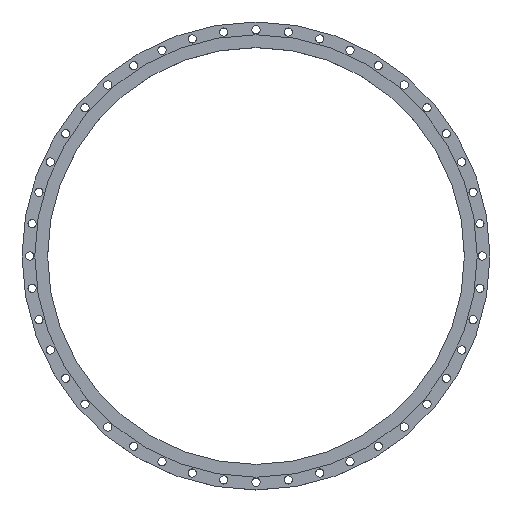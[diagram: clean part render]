
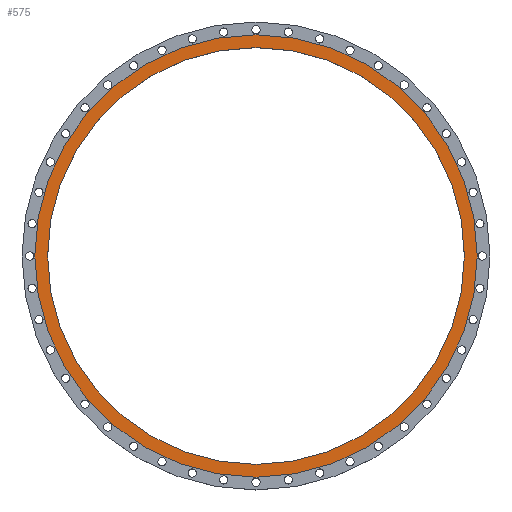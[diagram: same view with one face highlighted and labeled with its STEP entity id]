
A CAD part, top view. The second image highlights one B-rep face of the part: STEP entity #575.
In plain terms, the highlighted planar face has unit normal (0, 0, 1).
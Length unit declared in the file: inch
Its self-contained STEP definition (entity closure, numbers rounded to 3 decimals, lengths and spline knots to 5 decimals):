
#14 = CARTESIAN_POINT ( 'NONE',  ( 28.5, 0., 0. ) ) ;
#104 = VERTEX_POINT ( 'NONE', #2885 ) ;
#163 = EDGE_CURVE ( 'NONE', #1234, #104, #1825, .T. ) ;
#211 = DIRECTION ( 'NONE',  ( 0., 0., 1. ) ) ;
#351 = DIRECTION ( 'NONE',  ( 1., 0., 0. ) ) ;
#401 = CARTESIAN_POINT ( 'NONE',  ( 0., 0., 0. ) ) ;
#550 = ORIENTED_EDGE ( 'NONE', *, *, #163, .T. ) ;
#575 = ADVANCED_FACE ( 'NONE', ( #3430, #3144 ), #2865, .F. ) ;
#600 = EDGE_CURVE ( 'NONE', #3229, #2743, #789, .T. ) ;
#789 = CIRCLE ( 'NONE', #3155, 28.5 ) ;
#805 = CARTESIAN_POINT ( 'NONE',  ( 0., 0., 0. ) ) ;
#844 = DIRECTION ( 'NONE',  ( 0., 0., -1. ) ) ;
#1017 = EDGE_CURVE ( 'NONE', #2743, #3229, #1586, .T. ) ;
#1029 = AXIS2_PLACEMENT_3D ( 'NONE', #805, #211, #2575 ) ;
#1041 = DIRECTION ( 'NONE',  ( 1., 0., 0. ) ) ;
#1093 = ORIENTED_EDGE ( 'NONE', *, *, #2551, .T. ) ;
#1184 = DIRECTION ( 'NONE',  ( 0., 0., 1. ) ) ;
#1234 = VERTEX_POINT ( 'NONE', #3305 ) ;
#1414 = CARTESIAN_POINT ( 'NONE',  ( 0., 28.5, 0. ) ) ;
#1422 = CARTESIAN_POINT ( 'NONE',  ( -28.5, 0., 0. ) ) ;
#1449 = ORIENTED_EDGE ( 'NONE', *, *, #600, .F. ) ;
#1453 = AXIS2_PLACEMENT_3D ( 'NONE', #2697, #2960, #351 ) ;
#1586 = CIRCLE ( 'NONE', #1029, 28.5 ) ;
#1634 = DIRECTION ( 'NONE',  ( 0., 0., 1. ) ) ;
#1825 = CIRCLE ( 'NONE', #1453, 30.25 ) ;
#1954 = AXIS2_PLACEMENT_3D ( 'NONE', #401, #1634, #1041 ) ;
#2010 = DIRECTION ( 'NONE',  ( -1., 0., 0. ) ) ;
#2356 = EDGE_LOOP ( 'NONE', ( #1093, #550 ) ) ;
#2441 = CIRCLE ( 'NONE', #1954, 30.25 ) ;
#2551 = EDGE_CURVE ( 'NONE', #104, #1234, #2441, .T. ) ;
#2575 = DIRECTION ( 'NONE',  ( 1., 0., 0. ) ) ;
#2697 = CARTESIAN_POINT ( 'NONE',  ( 0., 0., 0. ) ) ;
#2743 = VERTEX_POINT ( 'NONE', #1422 ) ;
#2865 = PLANE ( 'NONE',  #3097 ) ;
#2885 = CARTESIAN_POINT ( 'NONE',  ( 30.25, 0., 0. ) ) ;
#2960 = DIRECTION ( 'NONE',  ( 0., 0., 1. ) ) ;
#3084 = EDGE_LOOP ( 'NONE', ( #1449, #3631 ) ) ;
#3097 = AXIS2_PLACEMENT_3D ( 'NONE', #1414, #844, #2010 ) ;
#3144 = FACE_OUTER_BOUND ( 'NONE', #2356, .T. ) ;
#3155 = AXIS2_PLACEMENT_3D ( 'NONE', #3275, #1184, #3523 ) ;
#3229 = VERTEX_POINT ( 'NONE', #14 ) ;
#3275 = CARTESIAN_POINT ( 'NONE',  ( 0., 0., 0. ) ) ;
#3305 = CARTESIAN_POINT ( 'NONE',  ( -30.25, 0., 0. ) ) ;
#3430 = FACE_BOUND ( 'NONE', #3084, .T. ) ;
#3523 = DIRECTION ( 'NONE',  ( 1., 0., 0. ) ) ;
#3631 = ORIENTED_EDGE ( 'NONE', *, *, #1017, .F. ) ;
